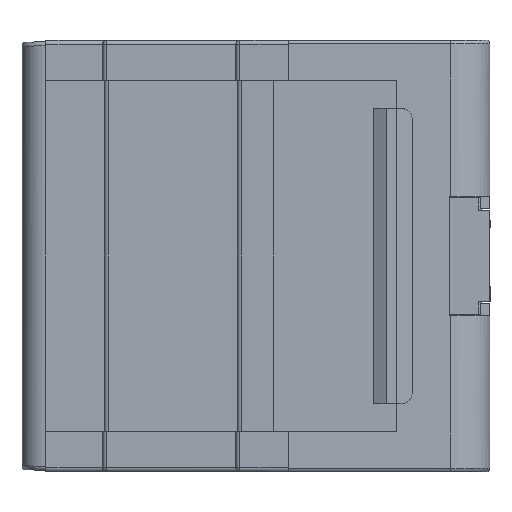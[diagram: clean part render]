
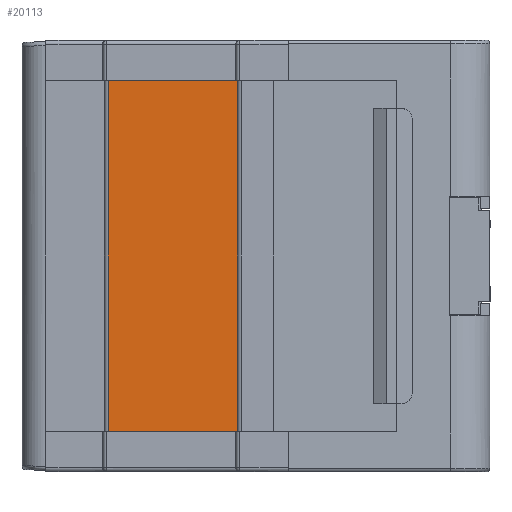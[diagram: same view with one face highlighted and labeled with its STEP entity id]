
A CAD part, left-side view. The second image highlights one B-rep face of the part: STEP entity #20113.
In plain terms, the highlighted planar face has unit normal (-1, 0, 0).
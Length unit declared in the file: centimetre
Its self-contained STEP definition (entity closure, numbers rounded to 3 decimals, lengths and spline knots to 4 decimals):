
#3066 = EDGE_CURVE ( 'NONE', #16596, #16541, #20400, .T. ) ;
#3076 = PLANE ( 'NONE',  #8182 ) ;
#4963 = DIRECTION ( 'NONE',  ( 0., 1., 0. ) ) ;
#7690 = ORIENTED_EDGE ( 'NONE', *, *, #9208, .F. ) ;
#8182 = AXIS2_PLACEMENT_3D ( 'NONE', #16276, #20023, #4963 ) ;
#8554 = VECTOR ( 'NONE', #17385, 100. ) ;
#9208 = EDGE_CURVE ( 'NONE', #21797, #16596, #11089, .T. ) ;
#11089 = LINE ( 'NONE', #21096, #12823 ) ;
#12657 = CARTESIAN_POINT ( 'NONE',  ( -3.0806, 3.5695, -4.85 ) ) ;
#12739 = CARTESIAN_POINT ( 'NONE',  ( -3.0806, 3.5695, -12.7574 ) ) ;
#12823 = VECTOR ( 'NONE', #17674, 100. ) ;
#12830 = ORIENTED_EDGE ( 'NONE', *, *, #3066, .F. ) ;
#12981 = DIRECTION ( 'NONE',  ( 0., 0., 1. ) ) ;
#13762 = LINE ( 'NONE', #13897, #16775 ) ;
#13805 = CARTESIAN_POINT ( 'NONE',  ( -3.0806, 3.5695, -0.5 ) ) ;
#13897 = CARTESIAN_POINT ( 'NONE',  ( -3.0806, 1.9693, -12.7574 ) ) ;
#14762 = EDGE_LOOP ( 'NONE', ( #12830, #7690, #17302, #20475 ) ) ;
#15432 = VECTOR ( 'NONE', #12981, 100. ) ;
#15751 = DIRECTION ( 'NONE',  ( 0., 0., 1. ) ) ;
#16058 = CARTESIAN_POINT ( 'NONE',  ( -3.0806, 1.9693, -4.85 ) ) ;
#16276 = CARTESIAN_POINT ( 'NONE',  ( -3.0806, 3.5695, -12.7574 ) ) ;
#16541 = VERTEX_POINT ( 'NONE', #21763 ) ;
#16596 = VERTEX_POINT ( 'NONE', #12657 ) ;
#16775 = VECTOR ( 'NONE', #15751, 100. ) ;
#16824 = LINE ( 'NONE', #13805, #8554 ) ;
#17302 = ORIENTED_EDGE ( 'NONE', *, *, #17725, .T. ) ;
#17385 = DIRECTION ( 'NONE',  ( 0., 1., 0. ) ) ;
#17603 = CARTESIAN_POINT ( 'NONE',  ( -3.0806, 1.9693, -0.5 ) ) ;
#17674 = DIRECTION ( 'NONE',  ( 0., 1., 0. ) ) ;
#17725 = EDGE_CURVE ( 'NONE', #21797, #24121, #13762, .T. ) ;
#19439 = EDGE_CURVE ( 'NONE', #24121, #16541, #16824, .T. ) ;
#19570 = FACE_OUTER_BOUND ( 'NONE', #14762, .T. ) ;
#20023 = DIRECTION ( 'NONE',  ( 1., 0., 0. ) ) ;
#20113 = ADVANCED_FACE ( 'NONE', ( #19570 ), #3076, .F. ) ;
#20400 = LINE ( 'NONE', #12739, #15432 ) ;
#20475 = ORIENTED_EDGE ( 'NONE', *, *, #19439, .T. ) ;
#21096 = CARTESIAN_POINT ( 'NONE',  ( -3.0806, 3.5695, -4.85 ) ) ;
#21763 = CARTESIAN_POINT ( 'NONE',  ( -3.0806, 3.5695, -0.5 ) ) ;
#21797 = VERTEX_POINT ( 'NONE', #16058 ) ;
#24121 = VERTEX_POINT ( 'NONE', #17603 ) ;
